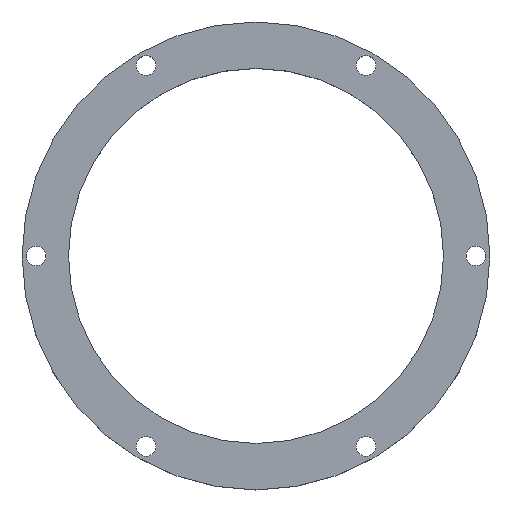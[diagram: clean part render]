
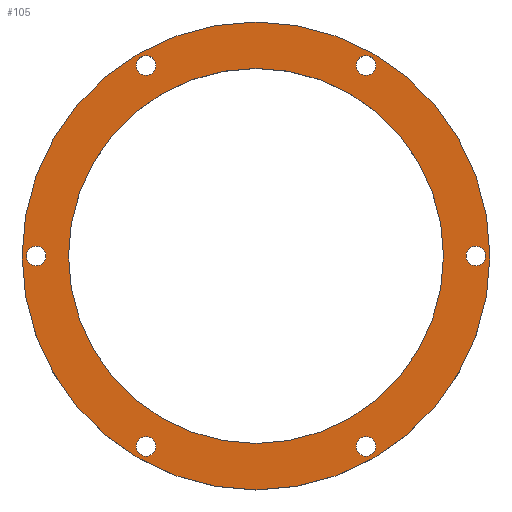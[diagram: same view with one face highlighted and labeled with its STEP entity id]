
A CAD part, top view. The second image highlights one B-rep face of the part: STEP entity #105.
In plain terms, the highlighted planar face has unit normal (0, 0, 1).
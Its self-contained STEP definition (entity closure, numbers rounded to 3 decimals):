
#21 = EDGE_CURVE('',#22,#22,#24,.T.);
#22 = VERTEX_POINT('',#23);
#23 = CARTESIAN_POINT('',(50.,0.,6.8));
#24 = SURFACE_CURVE('',#25,(#30,#42),.PCURVE_S1.);
#25 = CIRCLE('',#26,50.);
#26 = AXIS2_PLACEMENT_3D('',#27,#28,#29);
#27 = CARTESIAN_POINT('',(0.,0.,6.8));
#28 = DIRECTION('',(0.,0.,1.));
#29 = DIRECTION('',(1.,0.,0.));
#30 = PCURVE('',#31,#36);
#31 = CYLINDRICAL_SURFACE('',#32,50.);
#32 = AXIS2_PLACEMENT_3D('',#33,#34,#35);
#33 = CARTESIAN_POINT('',(0.,0.,-6.8));
#34 = DIRECTION('',(0.,0.,1.));
#35 = DIRECTION('',(1.,0.,0.));
#36 = DEFINITIONAL_REPRESENTATION('',(#37),#41);
#37 = LINE('',#38,#39);
#38 = CARTESIAN_POINT('',(0.,13.6));
#39 = VECTOR('',#40,1.);
#40 = DIRECTION('',(1.,0.));
#41 = ( GEOMETRIC_REPRESENTATION_CONTEXT(2) 
PARAMETRIC_REPRESENTATION_CONTEXT() REPRESENTATION_CONTEXT('2D SPACE',''
  ) );
#42 = PCURVE('',#43,#48);
#43 = PLANE('',#44);
#44 = AXIS2_PLACEMENT_3D('',#45,#46,#47);
#45 = CARTESIAN_POINT('',(0.,0.,6.8));
#46 = DIRECTION('',(0.,0.,1.));
#47 = DIRECTION('',(1.,0.,0.));
#48 = DEFINITIONAL_REPRESENTATION('',(#49),#53);
#49 = CIRCLE('',#50,50.);
#50 = AXIS2_PLACEMENT_2D('',#51,#52);
#51 = CARTESIAN_POINT('',(0.,0.));
#52 = DIRECTION('',(1.,0.));
#53 = ( GEOMETRIC_REPRESENTATION_CONTEXT(2) 
PARAMETRIC_REPRESENTATION_CONTEXT() REPRESENTATION_CONTEXT('2D SPACE',''
  ) );
#105 = ADVANCED_FACE('',(#106,#109,#140,#171,#202,#233,#264,#295),#43,
  .T.);
#106 = FACE_BOUND('',#107,.T.);
#107 = EDGE_LOOP('',(#108));
#108 = ORIENTED_EDGE('',*,*,#21,.T.);
#109 = FACE_BOUND('',#110,.T.);
#110 = EDGE_LOOP('',(#111));
#111 = ORIENTED_EDGE('',*,*,#112,.F.);
#112 = EDGE_CURVE('',#113,#113,#115,.T.);
#113 = VERTEX_POINT('',#114);
#114 = CARTESIAN_POINT('',(-24.55,-42.522,6.8));
#115 = SURFACE_CURVE('',#116,(#121,#128),.PCURVE_S1.);
#116 = CIRCLE('',#117,2.1);
#117 = AXIS2_PLACEMENT_3D('',#118,#119,#120);
#118 = CARTESIAN_POINT('',(-23.5,-40.703,6.8));
#119 = DIRECTION('',(0.,0.,1.));
#120 = DIRECTION('',(-0.5,-0.866,0.));
#121 = PCURVE('',#43,#122);
#122 = DEFINITIONAL_REPRESENTATION('',(#123),#127);
#123 = CIRCLE('',#124,2.1);
#124 = AXIS2_PLACEMENT_2D('',#125,#126);
#125 = CARTESIAN_POINT('',(-23.5,-40.703));
#126 = DIRECTION('',(-0.5,-0.866));
#127 = ( GEOMETRIC_REPRESENTATION_CONTEXT(2) 
PARAMETRIC_REPRESENTATION_CONTEXT() REPRESENTATION_CONTEXT('2D SPACE',''
  ) );
#128 = PCURVE('',#129,#134);
#129 = CYLINDRICAL_SURFACE('',#130,2.1);
#130 = AXIS2_PLACEMENT_3D('',#131,#132,#133);
#131 = CARTESIAN_POINT('',(-23.5,-40.703,-6.8));
#132 = DIRECTION('',(0.,0.,1.));
#133 = DIRECTION('',(-0.5,-0.866,0.));
#134 = DEFINITIONAL_REPRESENTATION('',(#135),#139);
#135 = LINE('',#136,#137);
#136 = CARTESIAN_POINT('',(0.,13.6));
#137 = VECTOR('',#138,1.);
#138 = DIRECTION('',(1.,0.));
#139 = ( GEOMETRIC_REPRESENTATION_CONTEXT(2) 
PARAMETRIC_REPRESENTATION_CONTEXT() REPRESENTATION_CONTEXT('2D SPACE',''
  ) );
#140 = FACE_BOUND('',#141,.T.);
#141 = EDGE_LOOP('',(#142));
#142 = ORIENTED_EDGE('',*,*,#143,.F.);
#143 = EDGE_CURVE('',#144,#144,#146,.T.);
#144 = VERTEX_POINT('',#145);
#145 = CARTESIAN_POINT('',(24.55,-42.522,6.8));
#146 = SURFACE_CURVE('',#147,(#152,#159),.PCURVE_S1.);
#147 = CIRCLE('',#148,2.1);
#148 = AXIS2_PLACEMENT_3D('',#149,#150,#151);
#149 = CARTESIAN_POINT('',(23.5,-40.703,6.8));
#150 = DIRECTION('',(-0.,0.,1.));
#151 = DIRECTION('',(0.5,-0.866,0.));
#152 = PCURVE('',#43,#153);
#153 = DEFINITIONAL_REPRESENTATION('',(#154),#158);
#154 = CIRCLE('',#155,2.1);
#155 = AXIS2_PLACEMENT_2D('',#156,#157);
#156 = CARTESIAN_POINT('',(23.5,-40.703));
#157 = DIRECTION('',(0.5,-0.866));
#158 = ( GEOMETRIC_REPRESENTATION_CONTEXT(2) 
PARAMETRIC_REPRESENTATION_CONTEXT() REPRESENTATION_CONTEXT('2D SPACE',''
  ) );
#159 = PCURVE('',#160,#165);
#160 = CYLINDRICAL_SURFACE('',#161,2.1);
#161 = AXIS2_PLACEMENT_3D('',#162,#163,#164);
#162 = CARTESIAN_POINT('',(23.5,-40.703,-6.8));
#163 = DIRECTION('',(0.,0.,1.));
#164 = DIRECTION('',(0.5,-0.866,0.));
#165 = DEFINITIONAL_REPRESENTATION('',(#166),#170);
#166 = LINE('',#167,#168);
#167 = CARTESIAN_POINT('',(0.,13.6));
#168 = VECTOR('',#169,1.);
#169 = DIRECTION('',(1.,0.));
#170 = ( GEOMETRIC_REPRESENTATION_CONTEXT(2) 
PARAMETRIC_REPRESENTATION_CONTEXT() REPRESENTATION_CONTEXT('2D SPACE',''
  ) );
#171 = FACE_BOUND('',#172,.T.);
#172 = EDGE_LOOP('',(#173));
#173 = ORIENTED_EDGE('',*,*,#174,.F.);
#174 = EDGE_CURVE('',#175,#175,#177,.T.);
#175 = VERTEX_POINT('',#176);
#176 = CARTESIAN_POINT('',(-49.1,0.,6.8));
#177 = SURFACE_CURVE('',#178,(#183,#190),.PCURVE_S1.);
#178 = CIRCLE('',#179,2.1);
#179 = AXIS2_PLACEMENT_3D('',#180,#181,#182);
#180 = CARTESIAN_POINT('',(-47.,0.,6.8));
#181 = DIRECTION('',(0.,0.,1.));
#182 = DIRECTION('',(-1.,0.,0.));
#183 = PCURVE('',#43,#184);
#184 = DEFINITIONAL_REPRESENTATION('',(#185),#189);
#185 = CIRCLE('',#186,2.1);
#186 = AXIS2_PLACEMENT_2D('',#187,#188);
#187 = CARTESIAN_POINT('',(-47.,0.));
#188 = DIRECTION('',(-1.,0.));
#189 = ( GEOMETRIC_REPRESENTATION_CONTEXT(2) 
PARAMETRIC_REPRESENTATION_CONTEXT() REPRESENTATION_CONTEXT('2D SPACE',''
  ) );
#190 = PCURVE('',#191,#196);
#191 = CYLINDRICAL_SURFACE('',#192,2.1);
#192 = AXIS2_PLACEMENT_3D('',#193,#194,#195);
#193 = CARTESIAN_POINT('',(-47.,0.,-6.8));
#194 = DIRECTION('',(0.,0.,1.));
#195 = DIRECTION('',(-1.,0.,0.));
#196 = DEFINITIONAL_REPRESENTATION('',(#197),#201);
#197 = LINE('',#198,#199);
#198 = CARTESIAN_POINT('',(0.,13.6));
#199 = VECTOR('',#200,1.);
#200 = DIRECTION('',(1.,0.));
#201 = ( GEOMETRIC_REPRESENTATION_CONTEXT(2) 
PARAMETRIC_REPRESENTATION_CONTEXT() REPRESENTATION_CONTEXT('2D SPACE',''
  ) );
#202 = FACE_BOUND('',#203,.T.);
#203 = EDGE_LOOP('',(#204));
#204 = ORIENTED_EDGE('',*,*,#205,.F.);
#205 = EDGE_CURVE('',#206,#206,#208,.T.);
#206 = VERTEX_POINT('',#207);
#207 = CARTESIAN_POINT('',(-24.55,42.522,6.8));
#208 = SURFACE_CURVE('',#209,(#214,#221),.PCURVE_S1.);
#209 = CIRCLE('',#210,2.1);
#210 = AXIS2_PLACEMENT_3D('',#211,#212,#213);
#211 = CARTESIAN_POINT('',(-23.5,40.703,6.8));
#212 = DIRECTION('',(0.,0.,1.));
#213 = DIRECTION('',(-0.5,0.866,0.));
#214 = PCURVE('',#43,#215);
#215 = DEFINITIONAL_REPRESENTATION('',(#216),#220);
#216 = CIRCLE('',#217,2.1);
#217 = AXIS2_PLACEMENT_2D('',#218,#219);
#218 = CARTESIAN_POINT('',(-23.5,40.703));
#219 = DIRECTION('',(-0.5,0.866));
#220 = ( GEOMETRIC_REPRESENTATION_CONTEXT(2) 
PARAMETRIC_REPRESENTATION_CONTEXT() REPRESENTATION_CONTEXT('2D SPACE',''
  ) );
#221 = PCURVE('',#222,#227);
#222 = CYLINDRICAL_SURFACE('',#223,2.1);
#223 = AXIS2_PLACEMENT_3D('',#224,#225,#226);
#224 = CARTESIAN_POINT('',(-23.5,40.703,-6.8));
#225 = DIRECTION('',(0.,0.,1.));
#226 = DIRECTION('',(-0.5,0.866,0.));
#227 = DEFINITIONAL_REPRESENTATION('',(#228),#232);
#228 = LINE('',#229,#230);
#229 = CARTESIAN_POINT('',(0.,13.6));
#230 = VECTOR('',#231,1.);
#231 = DIRECTION('',(1.,0.));
#232 = ( GEOMETRIC_REPRESENTATION_CONTEXT(2) 
PARAMETRIC_REPRESENTATION_CONTEXT() REPRESENTATION_CONTEXT('2D SPACE',''
  ) );
#233 = FACE_BOUND('',#234,.T.);
#234 = EDGE_LOOP('',(#235));
#235 = ORIENTED_EDGE('',*,*,#236,.F.);
#236 = EDGE_CURVE('',#237,#237,#239,.T.);
#237 = VERTEX_POINT('',#238);
#238 = CARTESIAN_POINT('',(40.08,0.,6.8));
#239 = SURFACE_CURVE('',#240,(#245,#252),.PCURVE_S1.);
#240 = CIRCLE('',#241,40.08);
#241 = AXIS2_PLACEMENT_3D('',#242,#243,#244);
#242 = CARTESIAN_POINT('',(0.,0.,6.8));
#243 = DIRECTION('',(0.,0.,1.));
#244 = DIRECTION('',(1.,0.,0.));
#245 = PCURVE('',#43,#246);
#246 = DEFINITIONAL_REPRESENTATION('',(#247),#251);
#247 = CIRCLE('',#248,40.08);
#248 = AXIS2_PLACEMENT_2D('',#249,#250);
#249 = CARTESIAN_POINT('',(0.,0.));
#250 = DIRECTION('',(1.,0.));
#251 = ( GEOMETRIC_REPRESENTATION_CONTEXT(2) 
PARAMETRIC_REPRESENTATION_CONTEXT() REPRESENTATION_CONTEXT('2D SPACE',''
  ) );
#252 = PCURVE('',#253,#258);
#253 = CYLINDRICAL_SURFACE('',#254,40.08);
#254 = AXIS2_PLACEMENT_3D('',#255,#256,#257);
#255 = CARTESIAN_POINT('',(0.,0.,-6.8));
#256 = DIRECTION('',(0.,0.,1.));
#257 = DIRECTION('',(1.,0.,0.));
#258 = DEFINITIONAL_REPRESENTATION('',(#259),#263);
#259 = LINE('',#260,#261);
#260 = CARTESIAN_POINT('',(0.,13.6));
#261 = VECTOR('',#262,1.);
#262 = DIRECTION('',(1.,0.));
#263 = ( GEOMETRIC_REPRESENTATION_CONTEXT(2) 
PARAMETRIC_REPRESENTATION_CONTEXT() REPRESENTATION_CONTEXT('2D SPACE',''
  ) );
#264 = FACE_BOUND('',#265,.T.);
#265 = EDGE_LOOP('',(#266));
#266 = ORIENTED_EDGE('',*,*,#267,.F.);
#267 = EDGE_CURVE('',#268,#268,#270,.T.);
#268 = VERTEX_POINT('',#269);
#269 = CARTESIAN_POINT('',(49.1,0.,6.8));
#270 = SURFACE_CURVE('',#271,(#276,#283),.PCURVE_S1.);
#271 = CIRCLE('',#272,2.1);
#272 = AXIS2_PLACEMENT_3D('',#273,#274,#275);
#273 = CARTESIAN_POINT('',(47.,0.,6.8));
#274 = DIRECTION('',(0.,0.,1.));
#275 = DIRECTION('',(1.,0.,0.));
#276 = PCURVE('',#43,#277);
#277 = DEFINITIONAL_REPRESENTATION('',(#278),#282);
#278 = CIRCLE('',#279,2.1);
#279 = AXIS2_PLACEMENT_2D('',#280,#281);
#280 = CARTESIAN_POINT('',(47.,0.));
#281 = DIRECTION('',(1.,0.));
#282 = ( GEOMETRIC_REPRESENTATION_CONTEXT(2) 
PARAMETRIC_REPRESENTATION_CONTEXT() REPRESENTATION_CONTEXT('2D SPACE',''
  ) );
#283 = PCURVE('',#284,#289);
#284 = CYLINDRICAL_SURFACE('',#285,2.1);
#285 = AXIS2_PLACEMENT_3D('',#286,#287,#288);
#286 = CARTESIAN_POINT('',(47.,0.,-6.8));
#287 = DIRECTION('',(0.,0.,1.));
#288 = DIRECTION('',(1.,0.,0.));
#289 = DEFINITIONAL_REPRESENTATION('',(#290),#294);
#290 = LINE('',#291,#292);
#291 = CARTESIAN_POINT('',(0.,13.6));
#292 = VECTOR('',#293,1.);
#293 = DIRECTION('',(1.,0.));
#294 = ( GEOMETRIC_REPRESENTATION_CONTEXT(2) 
PARAMETRIC_REPRESENTATION_CONTEXT() REPRESENTATION_CONTEXT('2D SPACE',''
  ) );
#295 = FACE_BOUND('',#296,.T.);
#296 = EDGE_LOOP('',(#297));
#297 = ORIENTED_EDGE('',*,*,#298,.F.);
#298 = EDGE_CURVE('',#299,#299,#301,.T.);
#299 = VERTEX_POINT('',#300);
#300 = CARTESIAN_POINT('',(24.55,42.522,6.8));
#301 = SURFACE_CURVE('',#302,(#307,#314),.PCURVE_S1.);
#302 = CIRCLE('',#303,2.1);
#303 = AXIS2_PLACEMENT_3D('',#304,#305,#306);
#304 = CARTESIAN_POINT('',(23.5,40.703,6.8));
#305 = DIRECTION('',(0.,-0.,1.));
#306 = DIRECTION('',(0.5,0.866,0.));
#307 = PCURVE('',#43,#308);
#308 = DEFINITIONAL_REPRESENTATION('',(#309),#313);
#309 = CIRCLE('',#310,2.1);
#310 = AXIS2_PLACEMENT_2D('',#311,#312);
#311 = CARTESIAN_POINT('',(23.5,40.703));
#312 = DIRECTION('',(0.5,0.866));
#313 = ( GEOMETRIC_REPRESENTATION_CONTEXT(2) 
PARAMETRIC_REPRESENTATION_CONTEXT() REPRESENTATION_CONTEXT('2D SPACE',''
  ) );
#314 = PCURVE('',#315,#320);
#315 = CYLINDRICAL_SURFACE('',#316,2.1);
#316 = AXIS2_PLACEMENT_3D('',#317,#318,#319);
#317 = CARTESIAN_POINT('',(23.5,40.703,-6.8));
#318 = DIRECTION('',(0.,0.,1.));
#319 = DIRECTION('',(0.5,0.866,0.));
#320 = DEFINITIONAL_REPRESENTATION('',(#321),#325);
#321 = LINE('',#322,#323);
#322 = CARTESIAN_POINT('',(0.,13.6));
#323 = VECTOR('',#324,1.);
#324 = DIRECTION('',(1.,0.));
#325 = ( GEOMETRIC_REPRESENTATION_CONTEXT(2) 
PARAMETRIC_REPRESENTATION_CONTEXT() REPRESENTATION_CONTEXT('2D SPACE',''
  ) );
